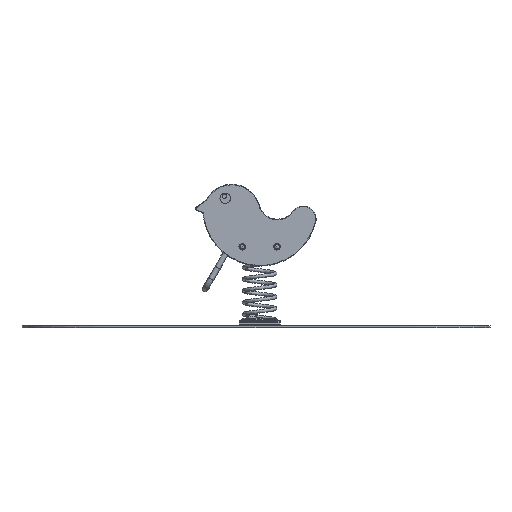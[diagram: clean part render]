
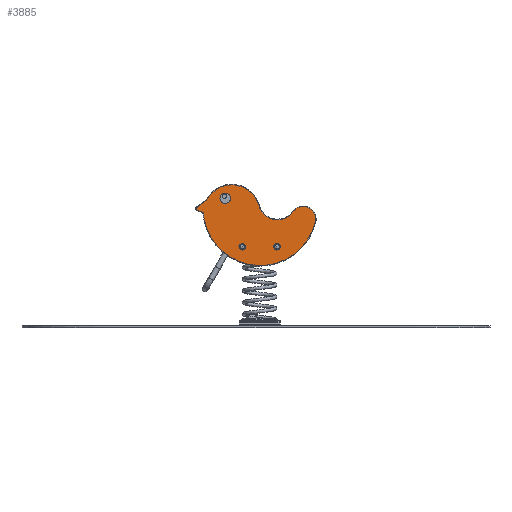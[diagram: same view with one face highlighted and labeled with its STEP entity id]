
A CAD part, left-side view. The second image highlights one B-rep face of the part: STEP entity #3885.
In plain terms, the highlighted planar face has unit normal (-1, 0, 0).
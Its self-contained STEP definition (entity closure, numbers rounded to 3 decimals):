
#3885=ADVANCED_FACE('',(#11433,#11435),#11437,.T.);
#11433=FACE_BOUND('',#11434,.T.);
#11434=EDGE_LOOP('',(#14006,#14007,#14008,#14009,#14010,#14011,#14012,#14013,#14014,
#14015));
#11435=FACE_BOUND('',#11436,.T.);
#11436=EDGE_LOOP('',(#14016));
#11437=PLANE('',#11438);
#11438=AXIS2_PLACEMENT_3D('',#11439,#11440,#11441);
#11439=CARTESIAN_POINT('',(-15.,0.,0.));
#11440=DIRECTION('',(-1.,0.,0.));
#11441=DIRECTION('',(0.,0.,-1.));
#14006=ORIENTED_EDGE('',*,*,#15152,.T.);
#14007=ORIENTED_EDGE('',*,*,#15153,.T.);
#14008=ORIENTED_EDGE('',*,*,#15154,.T.);
#14009=ORIENTED_EDGE('',*,*,#15155,.T.);
#14010=ORIENTED_EDGE('',*,*,#15156,.T.);
#14011=ORIENTED_EDGE('',*,*,#15157,.T.);
#14012=ORIENTED_EDGE('',*,*,#15158,.T.);
#14013=ORIENTED_EDGE('',*,*,#15159,.T.);
#14014=ORIENTED_EDGE('',*,*,#15160,.T.);
#14015=ORIENTED_EDGE('',*,*,#15161,.T.);
#14016=ORIENTED_EDGE('',*,*,#15151,.F.);
#15151=EDGE_CURVE('',#16675,#16675,#16676,.T.);
#15152=EDGE_CURVE('',#16677,#16678,#16679,.T.);
#15153=EDGE_CURVE('',#16678,#16680,#16681,.T.);
#15154=EDGE_CURVE('',#16680,#16682,#16683,.T.);
#15155=EDGE_CURVE('',#16682,#16684,#16685,.T.);
#15156=EDGE_CURVE('',#16684,#16686,#16687,.T.);
#15157=EDGE_CURVE('',#16686,#16688,#16689,.T.);
#15158=EDGE_CURVE('',#16688,#16690,#16691,.T.);
#15159=EDGE_CURVE('',#16690,#16692,#16693,.T.);
#15160=EDGE_CURVE('',#16692,#16694,#16695,.T.);
#15161=EDGE_CURVE('',#16694,#16677,#16696,.T.);
#16675=VERTEX_POINT('',#23114);
#16676=CIRCLE('',#23115,30.);
#16677=VERTEX_POINT('',#23119);
#16678=VERTEX_POINT('',#23120);
#16679=CIRCLE('',#23121,162.);
#16680=VERTEX_POINT('',#23125);
#16681=CIRCLE('',#23126,8.);
#16682=VERTEX_POINT('',#23130);
#16683=LINE('',#23131,#23132);
#16684=VERTEX_POINT('',#23134);
#16685=CIRCLE('',#23135,12.);
#16686=VERTEX_POINT('',#23139);
#16687=LINE('',#23140,#23141);
#16688=VERTEX_POINT('',#23143);
#16689=CIRCLE('',#23144,8.);
#16690=VERTEX_POINT('',#23148);
#16691=CIRCLE('',#23149,162.);
#16692=VERTEX_POINT('',#23153);
#16693=CIRCLE('',#23154,326.292);
#16694=VERTEX_POINT('',#23158);
#16695=CIRCLE('',#23159,72.);
#16696=CIRCLE('',#23163,109.708);
#23114=CARTESIAN_POINT('',(-15.,-389.4,-157.11));
#23115=AXIS2_PLACEMENT_3D('',#23116,#23117,#23118);
#23116=CARTESIAN_POINT('',(-15.,-389.4,-127.11));
#23117=DIRECTION('',(-1.,0.,0.));
#23118=DIRECTION('',(0.,0.,-1.));
#23119=CARTESIAN_POINT('',(-15.,-344.517,-322.106));
#23120=CARTESIAN_POINT('',(-15.,-381.595,-22.251));
#23121=AXIS2_PLACEMENT_3D('',#23122,#23123,#23124);
#23122=CARTESIAN_POINT('',(-15.,-305.,-165.));
#23123=DIRECTION('',(-1.,0.,0.));
#23124=DIRECTION('',(0.,-0.244,-0.97));
#23125=CARTESIAN_POINT('',(-15.,-378.872,-19.859));
#23126=AXIS2_PLACEMENT_3D('',#23127,#23128,#23129);
#23127=CARTESIAN_POINT('',(-15.,-385.377,-15.202));
#23128=DIRECTION('',(1.,0.,0.));
#23129=DIRECTION('',(0.,0.473,-0.881));
#23130=CARTESIAN_POINT('',(-15.,-340.707,33.446));
#23131=CARTESIAN_POINT('',(-15.,-378.872,-19.859));
#23132=VECTOR('',#23133,1.);
#23133=DIRECTION('',(0.,0.582,0.813));
#23134=CARTESIAN_POINT('',(-15.,-319.715,30.676));
#23135=AXIS2_PLACEMENT_3D('',#23136,#23137,#23138);
#23136=CARTESIAN_POINT('',(-15.,-330.95,26.46));
#23137=DIRECTION('',(-1.,0.,0.));
#23138=DIRECTION('',(0.,-0.813,0.582));
#23139=CARTESIAN_POINT('',(-15.,-309.012,2.154));
#23140=CARTESIAN_POINT('',(-15.,-319.715,30.676));
#23141=VECTOR('',#23142,1.);
#23142=DIRECTION('',(0.,0.351,-0.936));
#23143=CARTESIAN_POINT('',(-15.,-301.686,-3.034));
#23144=AXIS2_PLACEMENT_3D('',#23145,#23146,#23147);
#23145=CARTESIAN_POINT('',(-15.,-301.522,4.964));
#23146=DIRECTION('',(1.,0.,0.));
#23147=DIRECTION('',(0.,-0.936,-0.351));
#23148=CARTESIAN_POINT('',(-15.,-270.588,-6.697));
#23149=AXIS2_PLACEMENT_3D('',#23150,#23151,#23152);
#23150=CARTESIAN_POINT('',(-15.,-305.,-165.));
#23151=DIRECTION('',(-1.,0.,0.));
#23152=DIRECTION('',(0.,0.02,1.));
#23153=CARTESIAN_POINT('',(-15.,-250.369,-644.272));
#23154=AXIS2_PLACEMENT_3D('',#23155,#23156,#23157);
#23155=CARTESIAN_POINT('',(-15.,-329.281,-327.666));
#23156=DIRECTION('',(-1.,0.,0.));
#23157=DIRECTION('',(0.,0.18,0.984));
#23158=CARTESIAN_POINT('',(-15.,-310.834,-515.699));
#23159=AXIS2_PLACEMENT_3D('',#23160,#23161,#23162);
#23160=CARTESIAN_POINT('',(-15.,-270.,-575.));
#23161=DIRECTION('',(-1.,0.,0.));
#23162=DIRECTION('',(0.,0.273,-0.962));
#23163=AXIS2_PLACEMENT_3D('',#23164,#23165,#23166);
#23164=CARTESIAN_POINT('',(-15.,-375.766,-427.27));
#23165=DIRECTION('',(1.,0.,0.));
#23166=DIRECTION('',(0.,0.592,-0.806));
